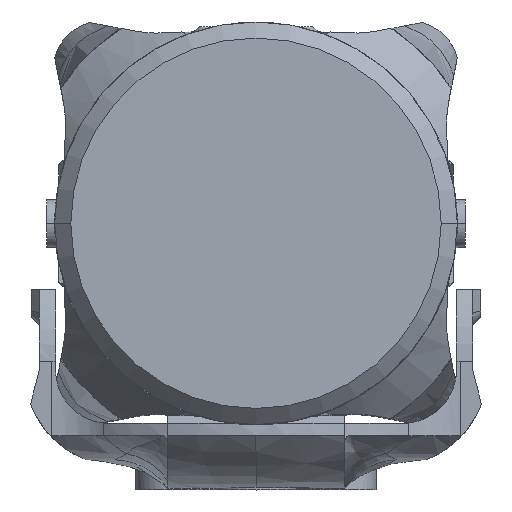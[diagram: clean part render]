
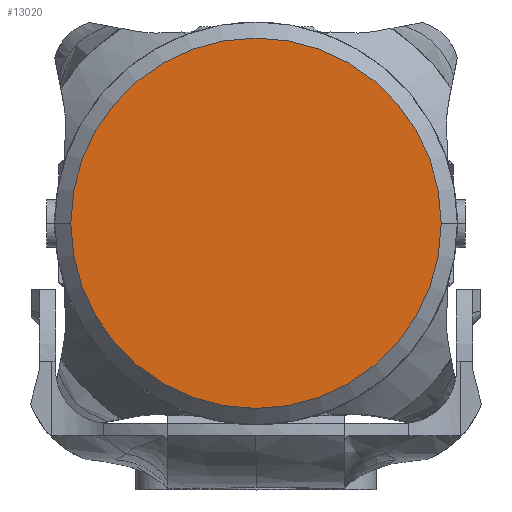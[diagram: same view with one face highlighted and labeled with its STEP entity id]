
A CAD part, top view. The second image highlights one B-rep face of the part: STEP entity #13020.
In plain terms, the highlighted planar face has unit normal (0, 0, 1).
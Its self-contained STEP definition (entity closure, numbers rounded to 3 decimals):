
#4288 = AXIS2_PLACEMENT_3D ( 'NONE', #23036, #23037, #23038 ) ;
#4371 = AXIS2_PLACEMENT_3D ( 'NONE', #12115, #12122, #12123 ) ;
#8054 = EDGE_CURVE ( 'NONE', #14087, #14086, #22139, .T. ) ;
#11095 = CIRCLE ( 'NONE', #27485, 23. ) ;
#12115 = CARTESIAN_POINT ( 'NONE',  ( -23.276, -23.276, 0. ) ) ;
#12119 = PLANE ( 'NONE',  #4371 ) ;
#12122 = DIRECTION ( 'NONE',  ( 0., 0., 1. ) ) ;
#12123 = DIRECTION ( 'NONE',  ( 1., 0., 0. ) ) ;
#12630 = FACE_OUTER_BOUND ( 'NONE', #17048, .T. ) ;
#13020 = ADVANCED_FACE ( 'NONE', ( #12630 ), #12119, .T. ) ;
#13790 = EDGE_CURVE ( 'NONE', #14086, #14087, #11095, .T. ) ;
#14086 = VERTEX_POINT ( 'NONE', #38041 ) ;
#14087 = VERTEX_POINT ( 'NONE', #38042 ) ;
#14182 = ORIENTED_EDGE ( 'NONE', *, *, #8054, .T. ) ;
#14183 = ORIENTED_EDGE ( 'NONE', *, *, #13790, .T. ) ;
#17048 = EDGE_LOOP ( 'NONE', ( #14182, #14183 ) ) ;
#22139 = CIRCLE ( 'NONE', #4288, 23. ) ;
#23036 = CARTESIAN_POINT ( 'NONE',  ( 0., 0., 0. ) ) ;
#23037 = DIRECTION ( 'NONE',  ( 0., 0., 1. ) ) ;
#23038 = DIRECTION ( 'NONE',  ( -1., 0., 0. ) ) ;
#27485 = AXIS2_PLACEMENT_3D ( 'NONE', #37372, #37373, #37374 ) ;
#37372 = CARTESIAN_POINT ( 'NONE',  ( 0., 0., 0. ) ) ;
#37373 = DIRECTION ( 'NONE',  ( 0., 0., 1. ) ) ;
#37374 = DIRECTION ( 'NONE',  ( -1., 0., 0. ) ) ;
#38041 = CARTESIAN_POINT ( 'NONE',  ( 23., 0., 0. ) ) ;
#38042 = CARTESIAN_POINT ( 'NONE',  ( -23., 0., 0. ) ) ;
